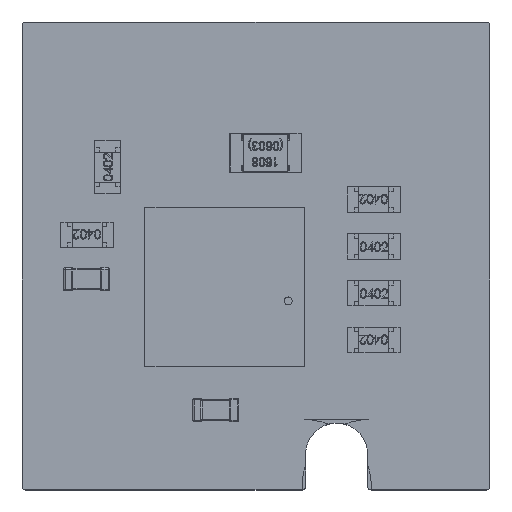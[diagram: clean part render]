
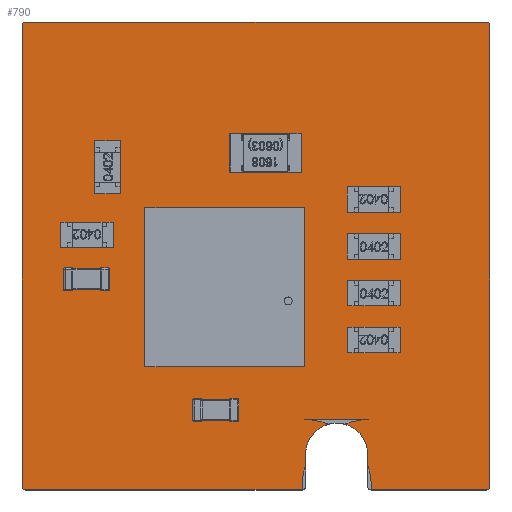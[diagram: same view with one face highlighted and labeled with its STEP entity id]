
A CAD part, top view. The second image highlights one B-rep face of the part: STEP entity #790.
In plain terms, the highlighted planar face has unit normal (0, 0, 1).
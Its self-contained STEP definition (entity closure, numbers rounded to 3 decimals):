
#125 = VERTEX_POINT('',#126);
#126 = CARTESIAN_POINT('',(0.,-0.077,1.046));
#132 = EDGE_CURVE('',#125,#133,#135,.T.);
#133 = VERTEX_POINT('',#134);
#134 = CARTESIAN_POINT('',(-0.077,0.,
    1.046));
#135 = CIRCLE('',#136,0.079);
#136 = AXIS2_PLACEMENT_3D('',#137,#138,#139);
#137 = CARTESIAN_POINT('',(0.002,0.002,
    1.046));
#138 = DIRECTION('',(0.,0.,-1.));
#139 = DIRECTION('',(-0.02,-1.,0.));
#165 = EDGE_CURVE('',#133,#166,#168,.T.);
#166 = VERTEX_POINT('',#167);
#167 = CARTESIAN_POINT('',(-0.077,10.,1.046));
#168 = LINE('',#169,#170);
#169 = CARTESIAN_POINT('',(-0.077,0.,1.046));
#170 = VECTOR('',#171,1.);
#171 = DIRECTION('',(0.,1.,0.));
#196 = EDGE_CURVE('',#166,#197,#199,.T.);
#197 = VERTEX_POINT('',#198);
#198 = CARTESIAN_POINT('',(0.,10.077,1.046)
  );
#199 = CIRCLE('',#200,0.079);
#200 = AXIS2_PLACEMENT_3D('',#201,#202,#203);
#201 = CARTESIAN_POINT('',(0.002,9.998,1.046));
#202 = DIRECTION('',(0.,0.,-1.));
#203 = DIRECTION('',(-1.,0.02,0.));
#229 = EDGE_CURVE('',#197,#230,#232,.T.);
#230 = VERTEX_POINT('',#231);
#231 = CARTESIAN_POINT('',(10.,10.077,1.046));
#232 = LINE('',#233,#234);
#233 = CARTESIAN_POINT('',(0.,10.077,1.046));
#234 = VECTOR('',#235,1.);
#235 = DIRECTION('',(1.,0.,0.));
#260 = EDGE_CURVE('',#230,#261,#263,.T.);
#261 = VERTEX_POINT('',#262);
#262 = CARTESIAN_POINT('',(10.077,10.,1.046));
#263 = CIRCLE('',#264,0.079);
#264 = AXIS2_PLACEMENT_3D('',#265,#266,#267);
#265 = CARTESIAN_POINT('',(9.998,9.998,1.046));
#266 = DIRECTION('',(0.,0.,-1.));
#267 = DIRECTION('',(0.02,1.,0.));
#293 = EDGE_CURVE('',#261,#294,#296,.T.);
#294 = VERTEX_POINT('',#295);
#295 = CARTESIAN_POINT('',(10.077,0.,1.046)
  );
#296 = LINE('',#297,#298);
#297 = CARTESIAN_POINT('',(10.077,10.,1.046));
#298 = VECTOR('',#299,1.);
#299 = DIRECTION('',(0.,-1.,0.));
#324 = EDGE_CURVE('',#294,#325,#327,.T.);
#325 = VERTEX_POINT('',#326);
#326 = CARTESIAN_POINT('',(10.,-0.077,1.046));
#327 = CIRCLE('',#328,0.079);
#328 = AXIS2_PLACEMENT_3D('',#329,#330,#331);
#329 = CARTESIAN_POINT('',(9.998,0.002,1.046));
#330 = DIRECTION('',(0.,0.,-1.));
#331 = DIRECTION('',(1.,-0.02,0.));
#357 = EDGE_CURVE('',#325,#358,#360,.T.);
#358 = VERTEX_POINT('',#359);
#359 = CARTESIAN_POINT('',(7.5,-0.077,1.046));
#360 = LINE('',#361,#362);
#361 = CARTESIAN_POINT('',(10.,-0.077,1.046));
#362 = VECTOR('',#363,1.);
#363 = DIRECTION('',(-1.,0.,0.));
#388 = EDGE_CURVE('',#358,#389,#391,.T.);
#389 = VERTEX_POINT('',#390);
#390 = CARTESIAN_POINT('',(7.498,-0.077,1.046)
  );
#391 = CIRCLE('',#392,0.079);
#392 = AXIS2_PLACEMENT_3D('',#393,#394,#395);
#393 = CARTESIAN_POINT('',(7.502,0.002,1.046));
#394 = DIRECTION('',(0.,0.,-1.));
#395 = DIRECTION('',(-0.02,-1.,0.));
#421 = EDGE_CURVE('',#389,#422,#424,.T.);
#422 = VERTEX_POINT('',#423);
#423 = CARTESIAN_POINT('',(7.423,0.466,1.046));
#424 = CIRCLE('',#425,1.45);
#425 = AXIS2_PLACEMENT_3D('',#426,#427,#428);
#426 = CARTESIAN_POINT('',(6.05,0.,1.046));
#427 = DIRECTION('',(0.,0.,1.));
#428 = DIRECTION('',(0.,-1.,0.));
#454 = EDGE_CURVE('',#422,#455,#457,.T.);
#455 = VERTEX_POINT('',#456);
#456 = CARTESIAN_POINT('',(7.423,0.7,1.046));
#457 = LINE('',#458,#459);
#458 = CARTESIAN_POINT('',(7.423,0.,1.046));
#459 = VECTOR('',#460,1.);
#460 = DIRECTION('',(0.,1.,0.));
#485 = EDGE_CURVE('',#455,#486,#488,.T.);
#486 = VERTEX_POINT('',#487);
#487 = CARTESIAN_POINT('',(6.922,1.351,1.046));
#488 = CIRCLE('',#489,0.673);
#489 = AXIS2_PLACEMENT_3D('',#490,#491,#492);
#490 = CARTESIAN_POINT('',(6.75,0.7,1.046));
#491 = DIRECTION('',(0.,0.,1.));
#492 = DIRECTION('',(1.,0.,0.));
#520 = VERTEX_POINT('',#521);
#521 = CARTESIAN_POINT('',(7.45,1.45,1.046));
#527 = EDGE_CURVE('',#520,#486,#528,.T.);
#528 = CIRCLE('',#529,1.45);
#529 = AXIS2_PLACEMENT_3D('',#530,#531,#532);
#530 = CARTESIAN_POINT('',(7.45,0.,1.046));
#531 = DIRECTION('',(0.,0.,1.));
#532 = DIRECTION('',(0.,1.,0.));
#553 = VERTEX_POINT('',#554);
#554 = CARTESIAN_POINT('',(6.05,1.45,1.046));
#560 = EDGE_CURVE('',#553,#520,#561,.T.);
#561 = LINE('',#562,#563);
#562 = CARTESIAN_POINT('',(6.05,1.45,1.046));
#563 = VECTOR('',#564,1.);
#564 = DIRECTION('',(1.,0.,0.));
#584 = VERTEX_POINT('',#585);
#585 = CARTESIAN_POINT('',(6.578,1.351,1.046));
#591 = EDGE_CURVE('',#584,#553,#592,.T.);
#592 = CIRCLE('',#593,1.45);
#593 = AXIS2_PLACEMENT_3D('',#594,#595,#596);
#594 = CARTESIAN_POINT('',(6.05,0.,1.046));
#595 = DIRECTION('',(0.,0.,1.));
#596 = DIRECTION('',(0.,-1.,0.));
#615 = EDGE_CURVE('',#584,#616,#618,.T.);
#616 = VERTEX_POINT('',#617);
#617 = CARTESIAN_POINT('',(6.077,0.7,1.046));
#618 = CIRCLE('',#619,0.673);
#619 = AXIS2_PLACEMENT_3D('',#620,#621,#622);
#620 = CARTESIAN_POINT('',(6.75,0.7,1.046));
#621 = DIRECTION('',(0.,0.,1.));
#622 = DIRECTION('',(1.,0.,0.));
#648 = EDGE_CURVE('',#616,#649,#651,.T.);
#649 = VERTEX_POINT('',#650);
#650 = CARTESIAN_POINT('',(6.077,0.466,1.046));
#651 = LINE('',#652,#653);
#652 = CARTESIAN_POINT('',(6.077,0.7,1.046));
#653 = VECTOR('',#654,1.);
#654 = DIRECTION('',(0.,-1.,0.));
#679 = EDGE_CURVE('',#649,#680,#682,.T.);
#680 = VERTEX_POINT('',#681);
#681 = CARTESIAN_POINT('',(6.002,-0.077,1.046));
#682 = CIRCLE('',#683,1.45);
#683 = AXIS2_PLACEMENT_3D('',#684,#685,#686);
#684 = CARTESIAN_POINT('',(7.45,0.,1.046));
#685 = DIRECTION('',(0.,0.,1.));
#686 = DIRECTION('',(0.,1.,0.));
#712 = EDGE_CURVE('',#680,#713,#715,.T.);
#713 = VERTEX_POINT('',#714);
#714 = CARTESIAN_POINT('',(6.,-0.077,1.046));
#715 = CIRCLE('',#716,0.079);
#716 = AXIS2_PLACEMENT_3D('',#717,#718,#719);
#717 = CARTESIAN_POINT('',(5.998,0.002,1.046));
#718 = DIRECTION('',(0.,0.,-1.));
#719 = DIRECTION('',(1.,-0.02,0.));
#745 = EDGE_CURVE('',#713,#125,#746,.T.);
#746 = LINE('',#747,#748);
#747 = CARTESIAN_POINT('',(6.,-0.077,1.046));
#748 = VECTOR('',#749,1.);
#749 = DIRECTION('',(-1.,0.,0.));
#790 = ADVANCED_FACE('',(#791),#813,.T.);
#791 = FACE_BOUND('',#792,.T.);
#792 = EDGE_LOOP('',(#793,#794,#795,#796,#797,#798,#799,#800,#801,#802,
    #803,#804,#805,#806,#807,#808,#809,#810,#811,#812));
#793 = ORIENTED_EDGE('',*,*,#132,.F.);
#794 = ORIENTED_EDGE('',*,*,#745,.F.);
#795 = ORIENTED_EDGE('',*,*,#712,.F.);
#796 = ORIENTED_EDGE('',*,*,#679,.F.);
#797 = ORIENTED_EDGE('',*,*,#648,.F.);
#798 = ORIENTED_EDGE('',*,*,#615,.F.);
#799 = ORIENTED_EDGE('',*,*,#591,.T.);
#800 = ORIENTED_EDGE('',*,*,#560,.T.);
#801 = ORIENTED_EDGE('',*,*,#527,.T.);
#802 = ORIENTED_EDGE('',*,*,#485,.F.);
#803 = ORIENTED_EDGE('',*,*,#454,.F.);
#804 = ORIENTED_EDGE('',*,*,#421,.F.);
#805 = ORIENTED_EDGE('',*,*,#388,.F.);
#806 = ORIENTED_EDGE('',*,*,#357,.F.);
#807 = ORIENTED_EDGE('',*,*,#324,.F.);
#808 = ORIENTED_EDGE('',*,*,#293,.F.);
#809 = ORIENTED_EDGE('',*,*,#260,.F.);
#810 = ORIENTED_EDGE('',*,*,#229,.F.);
#811 = ORIENTED_EDGE('',*,*,#196,.F.);
#812 = ORIENTED_EDGE('',*,*,#165,.F.);
#813 = PLANE('',#814);
#814 = AXIS2_PLACEMENT_3D('',#815,#816,#817);
#815 = CARTESIAN_POINT('',(0.,-0.077,1.046));
#816 = DIRECTION('',(0.,0.,1.));
#817 = DIRECTION('',(1.,0.,0.));
